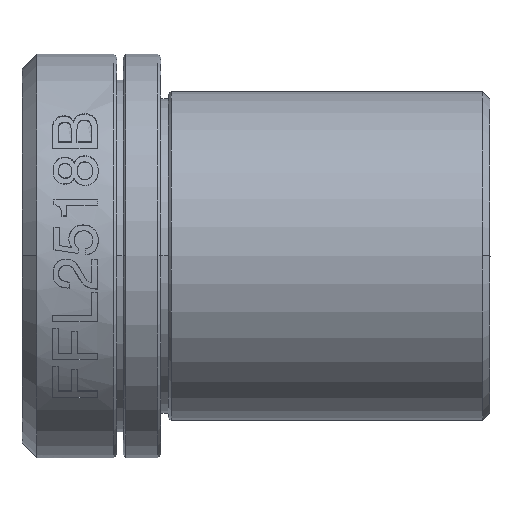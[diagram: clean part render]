
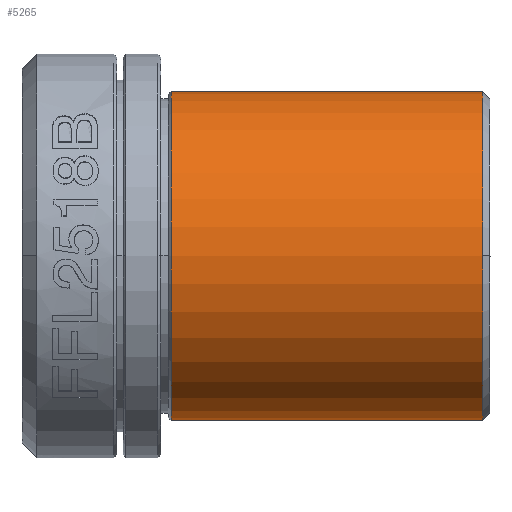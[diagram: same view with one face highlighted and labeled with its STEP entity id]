
A CAD part, top view. The second image highlights one B-rep face of the part: STEP entity #5265.
In plain terms, the highlighted cylindrical face has radius 11 mm (diameter 22 mm), a partial arc.
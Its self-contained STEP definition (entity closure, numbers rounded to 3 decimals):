
#968=CARTESIAN_POINT('',(77.16,0.,0.));
#969=DIRECTION('',(1.,0.,0.));
#970=DIRECTION('',(0.,1.,0.));
#971=AXIS2_PLACEMENT_3D('',#968,#969,#970);
#973=DIRECTION('',(1.,0.,0.));
#974=VECTOR('',#973,20.8);
#975=CARTESIAN_POINT('',(77.16,-11.,0.));
#976=LINE('',#975,#974);
#977=DIRECTION('',(-1.,0.,0.));
#978=VECTOR('',#977,20.8);
#979=CARTESIAN_POINT('',(97.96,11.,0.));
#980=LINE('',#979,#978);
#999=CARTESIAN_POINT('',(97.96,0.,0.));
#1000=DIRECTION('',(-1.,0.,0.));
#1001=DIRECTION('',(0.,-1.,0.));
#1002=AXIS2_PLACEMENT_3D('',#999,#1000,#1001);
#1027=CARTESIAN_POINT('',(97.96,0.,0.));
#1028=DIRECTION('',(-1.,0.,0.));
#1029=DIRECTION('',(0.,0.,1.));
#1030=AXIS2_PLACEMENT_3D('',#1027,#1028,#1029);
#4420=CARTESIAN_POINT('',(77.16,11.,0.));
#4421=CARTESIAN_POINT('',(77.16,-11.,0.));
#4422=VERTEX_POINT('',#4420);
#4423=VERTEX_POINT('',#4421);
#4424=CARTESIAN_POINT('',(97.96,11.,0.));
#4425=VERTEX_POINT('',#4424);
#4426=CARTESIAN_POINT('',(97.96,0.,11.));
#4427=VERTEX_POINT('',#4426);
#4428=CARTESIAN_POINT('',(97.96,-11.,0.));
#4429=VERTEX_POINT('',#4428);
#5249=CARTESIAN_POINT('',(87.56,0.,0.));
#5250=DIRECTION('',(1.,0.,0.));
#5251=DIRECTION('',(0.,1.,0.));
#5252=AXIS2_PLACEMENT_3D('',#5249,#5250,#5251);
#5253=CYLINDRICAL_SURFACE('',#5252,11.);
#5254=ORIENTED_EDGE('',*,*,#5232,.F.);
#5256=ORIENTED_EDGE('',*,*,#5255,.F.);
#5258=ORIENTED_EDGE('',*,*,#5257,.F.);
#5260=ORIENTED_EDGE('',*,*,#5259,.F.);
#5262=ORIENTED_EDGE('',*,*,#5261,.F.);
#5263=EDGE_LOOP('',(#5254,#5256,#5258,#5260,#5262));
#5264=FACE_OUTER_BOUND('',#5263,.F.);
#972=CIRCLE('',#971,11.);
#1003=CIRCLE('',#1002,11.);
#1031=CIRCLE('',#1030,11.);
#5232=EDGE_CURVE('',#4422,#4423,#972,.T.);
#5255=EDGE_CURVE('',#4425,#4422,#980,.T.);
#5257=EDGE_CURVE('',#4427,#4425,#1031,.T.);
#5259=EDGE_CURVE('',#4429,#4427,#1003,.T.);
#5261=EDGE_CURVE('',#4423,#4429,#976,.T.);
#5265=ADVANCED_FACE('',(#5264),#5253,.T.);
